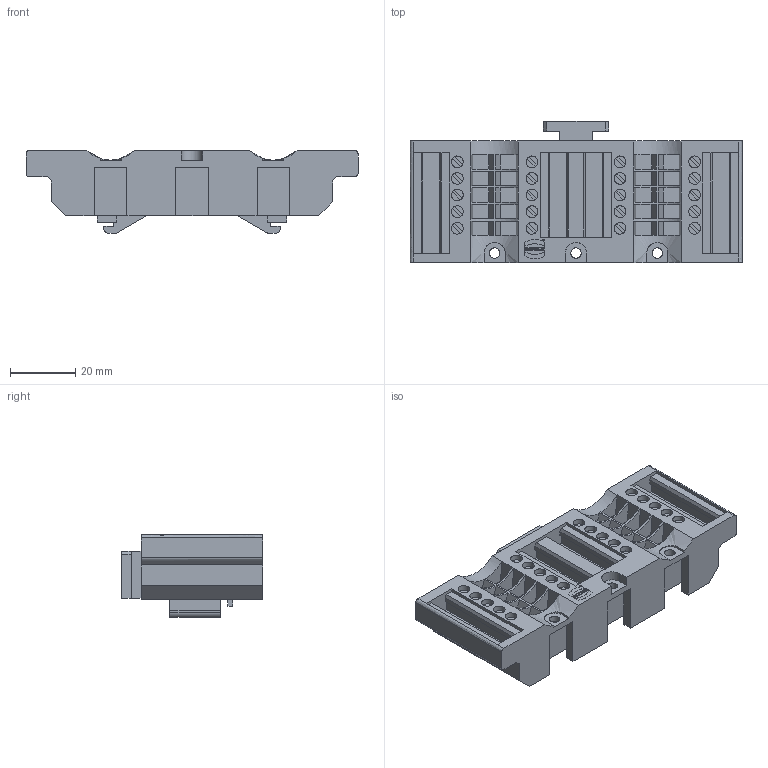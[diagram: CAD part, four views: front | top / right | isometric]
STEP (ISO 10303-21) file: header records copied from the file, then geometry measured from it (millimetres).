
FILE_DESCRIPTION(( 'HARTING HARTING HARTING HARTING HARTING HARTING HARTING HARTING HARTING', 'This Document is valid for Parts No. 09 42 020 0131'),'2;1');
FILE_NAME('MD_09420200131_R29191.stp', '2012-05-16T15:46:55',('ITIS-4b'),('HARTING KGaA, D-32339 Espelkamp'), 'I-DEAS Master Series 10','HP-UNIX','Yes');
FILE_SCHEMA(('AUTOMOTIVE_DESIGN { 1 0 10303 214 1 1 1 1 }'));
Length unit declared in the file: millimetre
Products named in the file (1): MD 09 42 020 0131
Bounding box: 101.6 x 43.2 x 25.3 mm (x, y, z)
Volume: 55347.4 mm3; surface area: 19572.5 mm2
Topology: 1 solids, 1 shells, 480 faces, 1424 edges, 1132 vertices
Faces by surface type: bspline 480
Entity records: 15241 total; most frequent: CARTESIAN_POINT 6919, ORIENTED_EDGE 2534, EDGE_CURVE 1267, VERTEX_POINT 830, QUASI_UNIFORM_CURVE 666, B_SPLINE_CURVE_WITH_KNOTS 546, EDGE_LOOP 527, FACE_OUTER_BOUND 480
